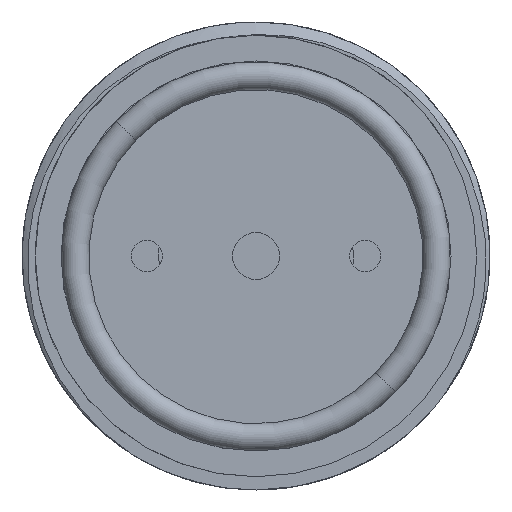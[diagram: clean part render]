
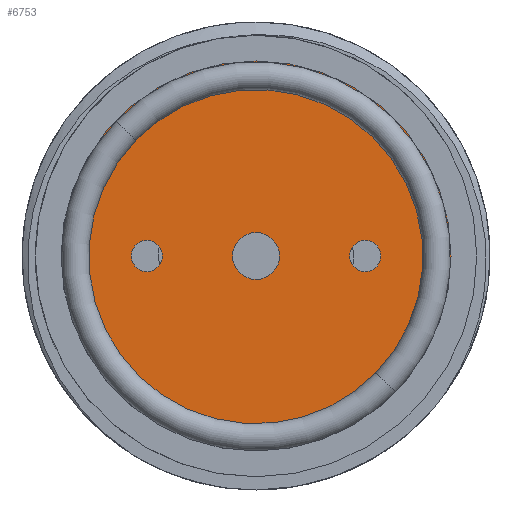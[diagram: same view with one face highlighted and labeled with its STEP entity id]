
A CAD part, front view. The second image highlights one B-rep face of the part: STEP entity #6753.
In plain terms, the highlighted planar face has unit normal (0, -1, 0).
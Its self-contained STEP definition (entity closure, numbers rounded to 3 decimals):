
#47 = VERTEX_POINT ( 'NONE', #2759 ) ;
#130 = VERTEX_POINT ( 'NONE', #2233 ) ;
#238 = AXIS2_PLACEMENT_3D ( 'NONE', #737, #5054, #1376 ) ;
#269 = VERTEX_POINT ( 'NONE', #1299 ) ;
#308 = CARTESIAN_POINT ( 'NONE',  ( 0., 1.4, 0. ) ) ;
#430 = EDGE_CURVE ( 'NONE', #7709, #6333, #2938, .T. ) ;
#505 = DIRECTION ( 'NONE',  ( 0., 0., -1. ) ) ;
#577 = DIRECTION ( 'NONE',  ( 0., 0., -1. ) ) ;
#651 = ORIENTED_EDGE ( 'NONE', *, *, #3070, .F. ) ;
#659 = EDGE_CURVE ( 'NONE', #269, #2192, #7920, .T. ) ;
#737 = CARTESIAN_POINT ( 'NONE',  ( 7., 1.4, 0. ) ) ;
#933 = DIRECTION ( 'NONE',  ( 0., -1., 0. ) ) ;
#1021 = EDGE_CURVE ( 'NONE', #2192, #269, #7181, .T. ) ;
#1030 = ORIENTED_EDGE ( 'NONE', *, *, #3792, .F. ) ;
#1155 = AXIS2_PLACEMENT_3D ( 'NONE', #6149, #2449, #6764 ) ;
#1157 = EDGE_CURVE ( 'NONE', #5660, #6948, #2932, .T. ) ;
#1237 = EDGE_LOOP ( 'NONE', ( #2135, #1030 ) ) ;
#1260 = CARTESIAN_POINT ( 'NONE',  ( 7., 1.4, -1. ) ) ;
#1299 = CARTESIAN_POINT ( 'NONE',  ( -7., 1.4, 1. ) ) ;
#1339 = CARTESIAN_POINT ( 'NONE',  ( 0., 1.4, 12.5 ) ) ;
#1376 = DIRECTION ( 'NONE',  ( 0., 0., -1. ) ) ;
#1461 = FACE_BOUND ( 'NONE', #5368, .T. ) ;
#1704 = AXIS2_PLACEMENT_3D ( 'NONE', #308, #933, #5244 ) ;
#1946 = DIRECTION ( 'NONE',  ( 0., -1., 0. ) ) ;
#1983 = AXIS2_PLACEMENT_3D ( 'NONE', #2497, #6807, #3118 ) ;
#2135 = ORIENTED_EDGE ( 'NONE', *, *, #3417, .F. ) ;
#2192 = VERTEX_POINT ( 'NONE', #4582 ) ;
#2230 = CARTESIAN_POINT ( 'NONE',  ( 7., 1.4, 0. ) ) ;
#2233 = CARTESIAN_POINT ( 'NONE',  ( 0., 1.4, -1.5 ) ) ;
#2449 = DIRECTION ( 'NONE',  ( 0., -1., 0. ) ) ;
#2497 = CARTESIAN_POINT ( 'NONE',  ( 0., 1.4, 0. ) ) ;
#2759 = CARTESIAN_POINT ( 'NONE',  ( 0., 1.4, 1.5 ) ) ;
#2820 = EDGE_LOOP ( 'NONE', ( #4499, #3939 ) ) ;
#2855 = DIRECTION ( 'NONE',  ( 0., 0., -1. ) ) ;
#2858 = ORIENTED_EDGE ( 'NONE', *, *, #3480, .T. ) ;
#2932 = CIRCLE ( 'NONE', #238, 1. ) ;
#2938 = CIRCLE ( 'NONE', #3181, 12.5 ) ;
#3070 = EDGE_CURVE ( 'NONE', #6948, #5660, #3516, .T. ) ;
#3118 = DIRECTION ( 'NONE',  ( 0., 0., -1. ) ) ;
#3181 = AXIS2_PLACEMENT_3D ( 'NONE', #7164, #3477, #7771 ) ;
#3295 = FACE_OUTER_BOUND ( 'NONE', #4249, .T. ) ;
#3396 = PLANE ( 'NONE',  #1704 ) ;
#3417 = EDGE_CURVE ( 'NONE', #130, #47, #7828, .T. ) ;
#3477 = DIRECTION ( 'NONE',  ( 0., -1., 0. ) ) ;
#3480 = EDGE_CURVE ( 'NONE', #6333, #7709, #7633, .T. ) ;
#3516 = CIRCLE ( 'NONE', #6032, 1. ) ;
#3792 = EDGE_CURVE ( 'NONE', #47, #130, #4430, .T. ) ;
#3939 = ORIENTED_EDGE ( 'NONE', *, *, #659, .F. ) ;
#3948 = AXIS2_PLACEMENT_3D ( 'NONE', #7878, #4197, #505 ) ;
#4197 = DIRECTION ( 'NONE',  ( 0., -1., 0. ) ) ;
#4249 = EDGE_LOOP ( 'NONE', ( #2858, #6365 ) ) ;
#4269 = DIRECTION ( 'NONE',  ( 0., -1., 0. ) ) ;
#4304 = AXIS2_PLACEMENT_3D ( 'NONE', #7947, #4269, #577 ) ;
#4430 = CIRCLE ( 'NONE', #4304, 1.5 ) ;
#4499 = ORIENTED_EDGE ( 'NONE', *, *, #1021, .F. ) ;
#4582 = CARTESIAN_POINT ( 'NONE',  ( -7., 1.4, -1. ) ) ;
#4742 = FACE_BOUND ( 'NONE', #1237, .T. ) ;
#4918 = AXIS2_PLACEMENT_3D ( 'NONE', #5640, #1946, #6260 ) ;
#5054 = DIRECTION ( 'NONE',  ( 0., -1., 0. ) ) ;
#5244 = DIRECTION ( 'NONE',  ( 0., 0., -1. ) ) ;
#5368 = EDGE_LOOP ( 'NONE', ( #7615, #651 ) ) ;
#5640 = CARTESIAN_POINT ( 'NONE',  ( -7., 1.4, 0. ) ) ;
#5660 = VERTEX_POINT ( 'NONE', #1260 ) ;
#6032 = AXIS2_PLACEMENT_3D ( 'NONE', #2230, #6547, #2855 ) ;
#6149 = CARTESIAN_POINT ( 'NONE',  ( 0., 1.4, 0. ) ) ;
#6185 = CARTESIAN_POINT ( 'NONE',  ( 7., 1.4, 1. ) ) ;
#6260 = DIRECTION ( 'NONE',  ( 0., 0., -1. ) ) ;
#6333 = VERTEX_POINT ( 'NONE', #6525 ) ;
#6365 = ORIENTED_EDGE ( 'NONE', *, *, #430, .T. ) ;
#6377 = FACE_BOUND ( 'NONE', #2820, .T. ) ;
#6525 = CARTESIAN_POINT ( 'NONE',  ( 0., 1.4, -12.5 ) ) ;
#6547 = DIRECTION ( 'NONE',  ( 0., -1., 0. ) ) ;
#6753 = ADVANCED_FACE ( 'NONE', ( #1461, #6377, #4742, #3295 ), #3396, .T. ) ;
#6764 = DIRECTION ( 'NONE',  ( 0., 0., -1. ) ) ;
#6807 = DIRECTION ( 'NONE',  ( 0., -1., 0. ) ) ;
#6948 = VERTEX_POINT ( 'NONE', #6185 ) ;
#7164 = CARTESIAN_POINT ( 'NONE',  ( 0., 1.4, 0. ) ) ;
#7181 = CIRCLE ( 'NONE', #3948, 1. ) ;
#7615 = ORIENTED_EDGE ( 'NONE', *, *, #1157, .F. ) ;
#7633 = CIRCLE ( 'NONE', #1983, 12.5 ) ;
#7709 = VERTEX_POINT ( 'NONE', #1339 ) ;
#7771 = DIRECTION ( 'NONE',  ( 0., 0., -1. ) ) ;
#7828 = CIRCLE ( 'NONE', #1155, 1.5 ) ;
#7878 = CARTESIAN_POINT ( 'NONE',  ( -7., 1.4, 0. ) ) ;
#7920 = CIRCLE ( 'NONE', #4918, 1. ) ;
#7947 = CARTESIAN_POINT ( 'NONE',  ( 0., 1.4, 0. ) ) ;
